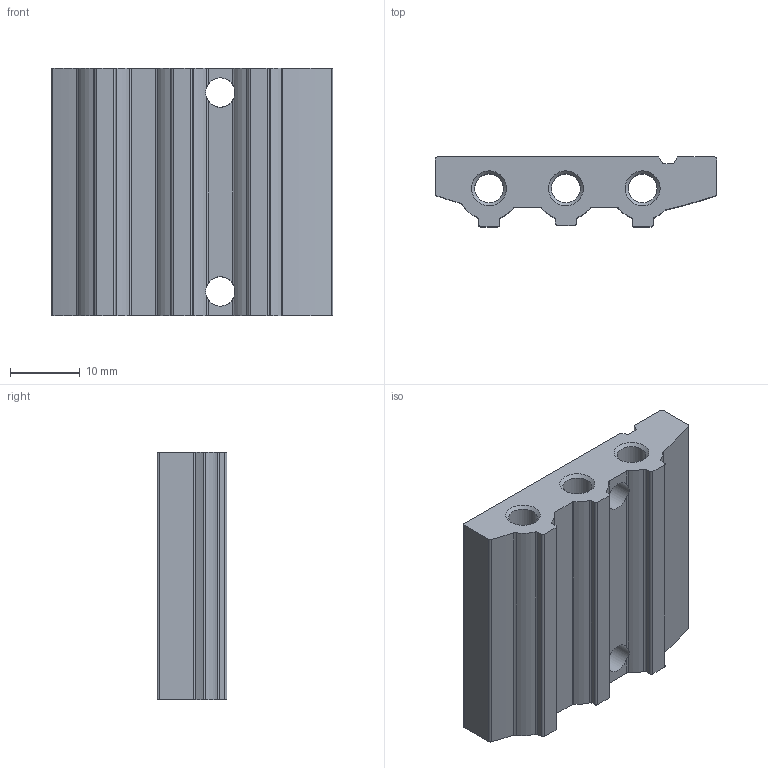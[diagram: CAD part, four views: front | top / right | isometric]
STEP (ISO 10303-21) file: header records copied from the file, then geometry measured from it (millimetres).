
FILE_DESCRIPTION(/* description */ ('STEP AP214'),/* implementation_level */ '2;1');
FILE_NAME(/* name */ '566522_VABM-L1-10AS-M5-2',/* time_stamp */ '2024-09-16T00:33:12+02:00',/* author */ ('License CC BY-ND 4.0'),/* organization */ ('CADENAS'),/* preprocessor_version */ 'ST-DEVELOPER v19.3',/* originating_system */ 'PARTsolutions',/* authorisation */ ' ');
FILE_SCHEMA (('AUTOMOTIVE_DESIGN {1 0 10303 214 3 1 1}'));
Length unit declared in the file: millimetre
Products named in the file (2): 566522 VABM-L1-10AS-M5-2; 566522 VABM-L1-10AS-M5-2---(L1-P)
Assembly tree (1 placements, depth 2):
  566522 VABM-L1-10AS-M5-2
    566522 VABM-L1-10AS-M5-2---(L1-P)
Bounding box: 40.3 x 10 x 35.5 mm (x, y, z)
Volume: 9193.7 mm3; surface area: 6003.4 mm2
Topology: 1 solids, 1 shells, 171 faces, 481 edges, 316 vertices
Faces by surface type: plane 82, cylinder 71, cone 18
Full cylindrical faces by diameter (mm): 1.567 x4, 4 x6, 4.134 x6, 4.2 x5
Entity records: 5349 total; most frequent: CARTESIAN_POINT 1037, DIRECTION 886, ORIENTED_EDGE 836, EDGE_CURVE 418, AXIS2_PLACEMENT_3D 317, VERTEX_POINT 302, LINE 252, VECTOR 252
